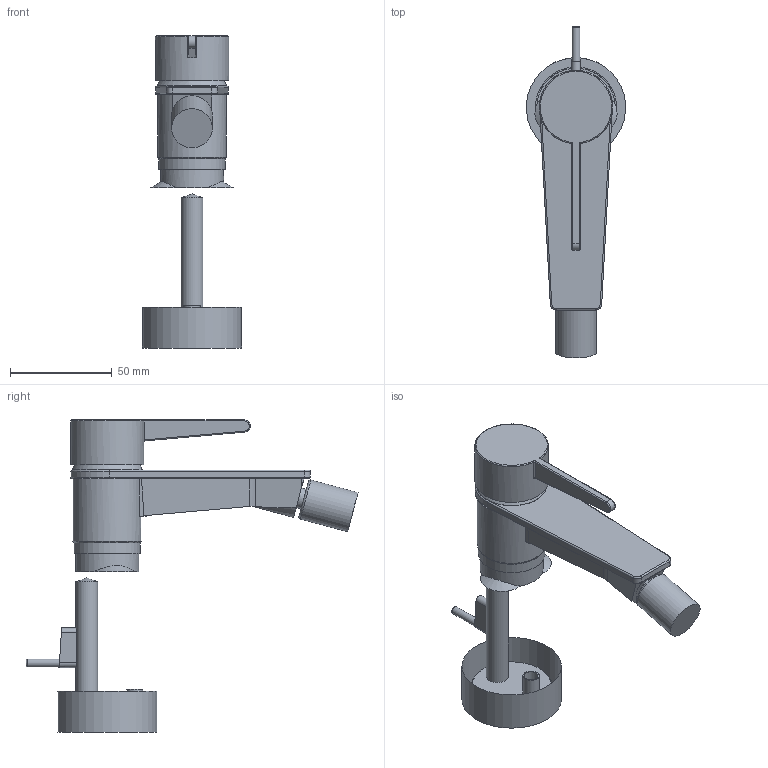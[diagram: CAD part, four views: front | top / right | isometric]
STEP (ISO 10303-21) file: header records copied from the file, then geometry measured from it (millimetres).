
FILE_DESCRIPTION(/* description */ (''),/* implementation_level */ '2;1');
FILE_NAME(/* name */ 'TVB127001000.step',/* time_stamp */ '2022-12-01T15:44:01+01:00',/* author */ (''),/* organization */ (''),/* preprocessor_version */ 'ST-DEVELOPER v19.2',/* originating_system */ 'Autodesk Translation Framework v11.17.0.187',/* authorisation */ '');
FILE_SCHEMA (('AUTOMOTIVE_DESIGN { 1 0 10303 214 3 1 1 }'));
Length unit declared in the file: millimetre
Products named in the file (17): (Nicht gespeichert); 65762; 65761; 65802; 65801; 65782; 65781; 66552; 66551; 66542; 66541; NEOPERL-TT-16_5X1_SHORT; ACAMCR685C-GABBIETTA; ACAMCR685C-SFERA; AC64CR947-572FUN; 6579; 6656
Assembly tree (16 placements, depth 2):
  (Nicht gespeichert)
    65762
    65761
    65802
    65801
    65782
    65781
    66552
    66551
    66542
    66541
    NEOPERL-TT-16_5X1_SHORT
    ACAMCR685C-GABBIETTA
    ACAMCR685C-SFERA
    AC64CR947-572FUN
    6579
    6656
Bounding box: 48.81 x 163.54 x 153.7 mm (x, y, z)
Volume: 180165.3 mm3; surface area: 59341.5 mm2
Topology: 8 solids, 15 shells, 233 faces, 571 edges, 368 vertices
Faces by surface type: plane 102, cylinder 63, torus 29, bspline 24, cone 14, sphere 1
Full cylindrical faces by diameter (mm): 3.3 x1, 3.9 x1, 4.2 x1, 5 x2, 6 x1, 8 x1, 10 x1, 10.8 x1, 13 x1, 15 x1, 16 x1, 20 x1, 28.2 x2, 30.5 x1, 31.1 x1, 31.8 x1, 32 x1, 32.8 x1, 33.8 x1, 36.2 x1, 38.7 x1, 40 x1, 49 x1
Entity records: 11481 total; most frequent: CARTESIAN_POINT 5481, DIRECTION 1227, ORIENTED_EDGE 1122, EDGE_CURVE 570, AXIS2_PLACEMENT_3D 506, VERTEX_POINT 368, EDGE_LOOP 254, FACE_OUTER_BOUND 233
